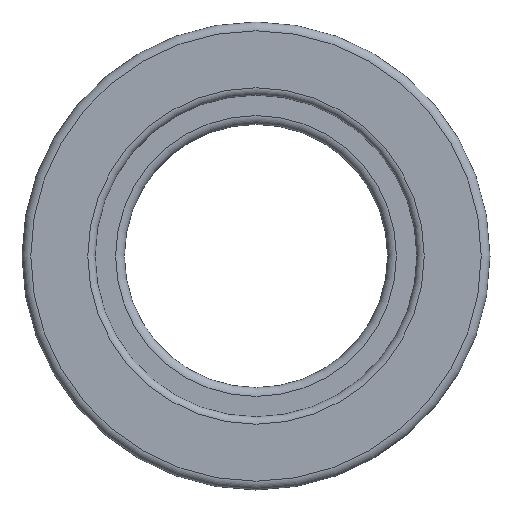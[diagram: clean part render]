
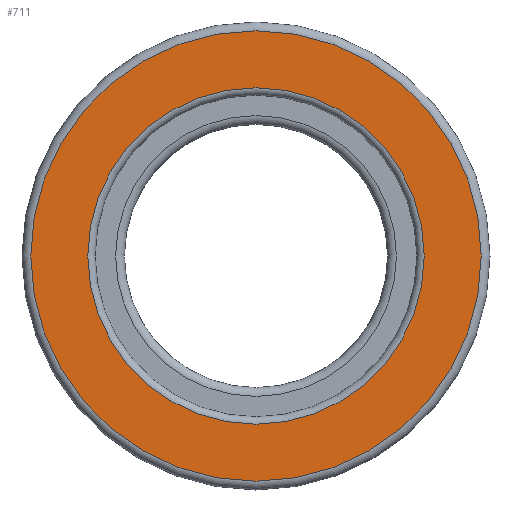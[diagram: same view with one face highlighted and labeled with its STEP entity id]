
A CAD part, front view. The second image highlights one B-rep face of the part: STEP entity #711.
In plain terms, the highlighted planar face has unit normal (0, -1, 0).
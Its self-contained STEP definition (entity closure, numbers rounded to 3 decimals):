
#531 = TOROIDAL_SURFACE('',#532,11.5,0.5);
#532 = AXIS2_PLACEMENT_3D('',#533,#534,#535);
#533 = CARTESIAN_POINT('',(0.,0.5,0.));
#534 = DIRECTION('',(0.,1.,0.));
#535 = DIRECTION('',(1.,0.,0.));
#604 = VERTEX_POINT('',#605);
#605 = CARTESIAN_POINT('',(11.5,0.,0.));
#629 = EDGE_CURVE('',#604,#604,#630,.T.);
#630 = SURFACE_CURVE('',#631,(#636,#643),.PCURVE_S1.);
#631 = CIRCLE('',#632,11.5);
#632 = AXIS2_PLACEMENT_3D('',#633,#634,#635);
#633 = CARTESIAN_POINT('',(0.,0.,0.));
#634 = DIRECTION('',(0.,-1.,0.));
#635 = DIRECTION('',(1.,0.,0.));
#636 = PCURVE('',#531,#637);
#637 = DEFINITIONAL_REPRESENTATION('',(#638),#642);
#638 = LINE('',#639,#640);
#639 = CARTESIAN_POINT('',(-0.,4.712));
#640 = VECTOR('',#641,1.);
#641 = DIRECTION('',(-1.,0.));
#642 = ( GEOMETRIC_REPRESENTATION_CONTEXT(2) 
PARAMETRIC_REPRESENTATION_CONTEXT() REPRESENTATION_CONTEXT('2D SPACE',''
  ) );
#643 = PCURVE('',#644,#649);
#644 = PLANE('',#645);
#645 = AXIS2_PLACEMENT_3D('',#646,#647,#648);
#646 = CARTESIAN_POINT('',(0.,0.,0.));
#647 = DIRECTION('',(-0.,-1.,-0.));
#648 = DIRECTION('',(1.,0.,0.));
#649 = DEFINITIONAL_REPRESENTATION('',(#650),#654);
#650 = CIRCLE('',#651,11.5);
#651 = AXIS2_PLACEMENT_2D('',#652,#653);
#652 = CARTESIAN_POINT('',(0.,0.));
#653 = DIRECTION('',(1.,0.));
#654 = ( GEOMETRIC_REPRESENTATION_CONTEXT(2) 
PARAMETRIC_REPRESENTATION_CONTEXT() REPRESENTATION_CONTEXT('2D SPACE',''
  ) );
#711 = ADVANCED_FACE('',(#712,#715),#644,.T.);
#712 = FACE_BOUND('',#713,.T.);
#713 = EDGE_LOOP('',(#714));
#714 = ORIENTED_EDGE('',*,*,#629,.F.);
#715 = FACE_BOUND('',#716,.T.);
#716 = EDGE_LOOP('',(#717));
#717 = ORIENTED_EDGE('',*,*,#718,.T.);
#718 = EDGE_CURVE('',#719,#719,#721,.T.);
#719 = VERTEX_POINT('',#720);
#720 = CARTESIAN_POINT('',(15.4,0.,0.));
#721 = SURFACE_CURVE('',#722,(#727,#734),.PCURVE_S1.);
#722 = CIRCLE('',#723,15.4);
#723 = AXIS2_PLACEMENT_3D('',#724,#725,#726);
#724 = CARTESIAN_POINT('',(0.,0.,0.));
#725 = DIRECTION('',(0.,-1.,0.));
#726 = DIRECTION('',(1.,0.,0.));
#727 = PCURVE('',#644,#728);
#728 = DEFINITIONAL_REPRESENTATION('',(#729),#733);
#729 = CIRCLE('',#730,15.4);
#730 = AXIS2_PLACEMENT_2D('',#731,#732);
#731 = CARTESIAN_POINT('',(0.,0.));
#732 = DIRECTION('',(1.,0.));
#733 = ( GEOMETRIC_REPRESENTATION_CONTEXT(2) 
PARAMETRIC_REPRESENTATION_CONTEXT() REPRESENTATION_CONTEXT('2D SPACE',''
  ) );
#734 = PCURVE('',#735,#740);
#735 = TOROIDAL_SURFACE('',#736,15.4,0.6);
#736 = AXIS2_PLACEMENT_3D('',#737,#738,#739);
#737 = CARTESIAN_POINT('',(0.,0.6,0.));
#738 = DIRECTION('',(0.,-1.,0.));
#739 = DIRECTION('',(1.,0.,0.));
#740 = DEFINITIONAL_REPRESENTATION('',(#741),#745);
#741 = LINE('',#742,#743);
#742 = CARTESIAN_POINT('',(0.,1.571));
#743 = VECTOR('',#744,1.);
#744 = DIRECTION('',(1.,0.));
#745 = ( GEOMETRIC_REPRESENTATION_CONTEXT(2) 
PARAMETRIC_REPRESENTATION_CONTEXT() REPRESENTATION_CONTEXT('2D SPACE',''
  ) );
